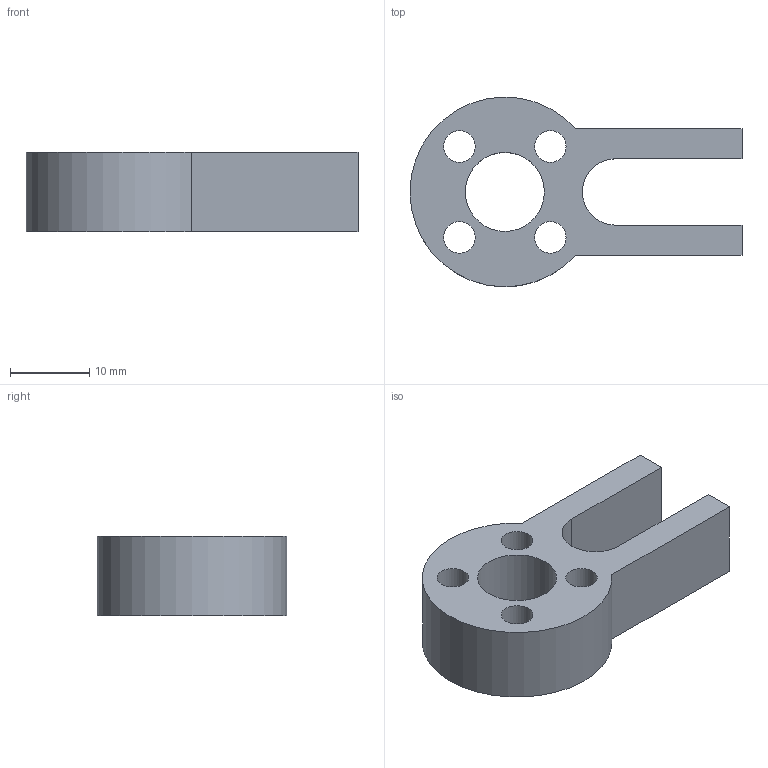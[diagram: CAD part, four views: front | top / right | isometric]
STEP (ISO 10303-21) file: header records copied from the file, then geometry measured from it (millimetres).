
FILE_DESCRIPTION(/* description */ (''),/* implementation_level */ '2;1');
FILE_NAME(/* name */ 'Z Isolator.step',/* time_stamp */ '2018-07-20T12:05:38+02:00',/* author */ ('boelle'),/* organization */ (''),/* preprocessor_version */ 'ST-DEVELOPER v17',/* originating_system */ 'Autodesk Translation Framework v7.1.0.215',/* authorisation */ '');
FILE_SCHEMA (('AUTOMOTIVE_DESIGN { 1 0 10303 214 3 1 1 }'));
Length unit declared in the file: millimetre
Products named in the file (1): z isolator
Bounding box: 42 x 24 x 10 mm (x, y, z)
Volume: 4208.6 mm3; surface area: 3450.3 mm2
Topology: 1 solids, 1 shells, 23 faces, 55 edges, 38 vertices
Faces by surface type: plane 12, cylinder 11
Full cylindrical faces by diameter (mm): 4 x4, 6 x4, 10 x1
Entity records: 747 total; most frequent: DIRECTION 129, CARTESIAN_POINT 117, ORIENTED_EDGE 110, EDGE_CURVE 55, AXIS2_PLACEMENT_3D 50, VERTEX_POINT 38, EDGE_LOOP 37, LINE 29
